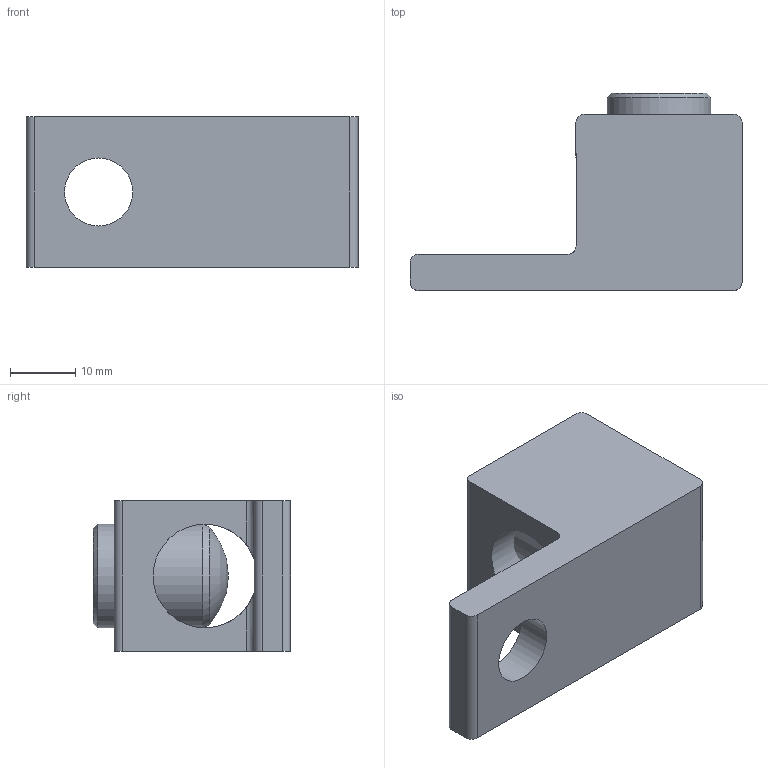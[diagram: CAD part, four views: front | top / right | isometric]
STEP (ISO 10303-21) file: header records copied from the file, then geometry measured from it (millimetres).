
FILE_DESCRIPTION(/* description */ (''),/* implementation_level */ '2;1');
FILE_NAME(/* name */ 'S250-41-44-M-Assembly.stp',/* time_stamp */ '2016-01-28T11:49:18-05:00',/* author */ ('tsmith'),/* organization */ (''),/* preprocessor_version */ 'ST-DEVELOPER v15.6',/* originating_system */ 'Autodesk Inventor 2015',/* authorisation */ '');
FILE_SCHEMA (('AUTOMOTIVE_DESIGN { 1 0 10303 214 3 1 1 }'));
Length unit declared in the file: inch
Products named in the file (3): S250-41-44; 14237-M; S250-41-44-M-Assembly
Assembly tree (2 placements, depth 2):
  S250-41-44-M-Assembly
    S250-41-44
    14237-M
Bounding box: 50.8 x 30.15 x 23.01 mm (x, y, z)
Volume: 15498.5 mm3; surface area: 7560.7 mm2
Topology: 2 solids, 2 shells, 38 faces, 97 edges, 63 vertices
Faces by surface type: plane 16, cylinder 13, cone 8, sphere 1
Full cylindrical faces by diameter (mm): 10.414 x1, 14.351 x1, 15.875 x2
Entity records: 1207 total; most frequent: CARTESIAN_POINT 304, DIRECTION 178, ORIENTED_EDGE 158, EDGE_CURVE 79, AXIS2_PLACEMENT_3D 70, VERTEX_POINT 56, EDGE_LOOP 55, LINE 38
